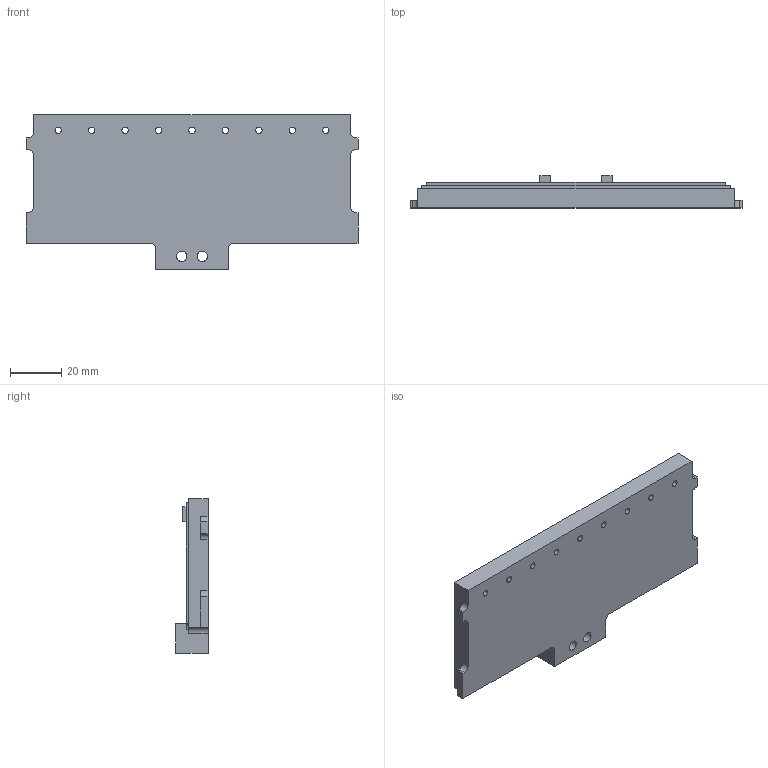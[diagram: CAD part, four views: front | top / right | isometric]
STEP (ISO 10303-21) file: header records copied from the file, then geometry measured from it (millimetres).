
FILE_DESCRIPTION (( 'STEP AP203' ), '1' );
FILE_NAME ('OpenStrain Steel Well.STEP', '2025-12-15T04:06:50', ( '' ), ( '' ), 'SwSTEP 2.0', 'SolidWorks 2023', '' );
FILE_SCHEMA (( 'CONFIG_CONTROL_DESIGN' ));
Length unit declared in the file: millimetre
Products named in the file (1): OpenStrain Steel Well
Bounding box: 129 x 12.5 x 60 mm (x, y, z)
Volume: 29442.8 mm3; surface area: 23367.1 mm2
Topology: 1 solids, 1 shells, 217 faces, 642 edges, 428 vertices
Faces by surface type: plane 113, cylinder 104
Entity records: 7423 total; most frequent: CARTESIAN_POINT 1288, DIRECTION 1286, ORIENTED_EDGE 1284, EDGE_CURVE 642, VECTOR 434, LINE 434, VERTEX_POINT 428, AXIS2_PLACEMENT_3D 426
